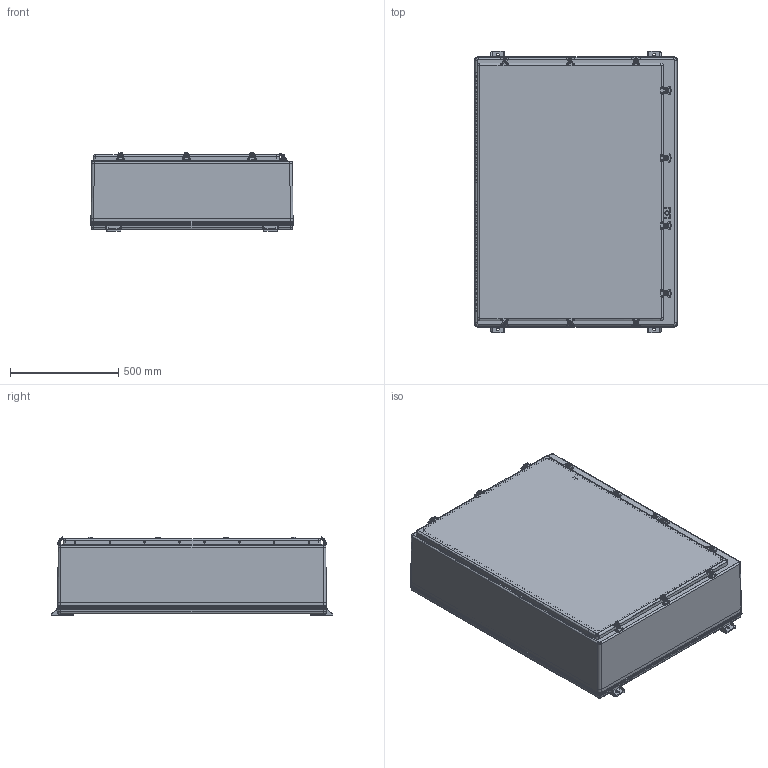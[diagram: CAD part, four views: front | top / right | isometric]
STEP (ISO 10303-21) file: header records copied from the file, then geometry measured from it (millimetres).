
FILE_DESCRIPTION (( 'STEP AP214' ), '1' );
FILE_NAME ('T483612HWT.STEP', '2018-11-08T14:46:24', ( '' ), ( '' ), 'SwSTEP 2.0', 'SolidWorks 2018', '' );
FILE_SCHEMA (( 'AUTOMOTIVE_DESIGN' ));
Length unit declared in the file: inch
Products named in the file (1): T483612HWT
Bounding box: 941.39 x 1302.54 x 362.13 mm (x, y, z)
Volume: 21672163.2 mm3; surface area: 8322376.2 mm2
Topology: 121 solids, 121 shells, 3002 faces, 7305 edges, 4486 vertices
Faces by surface type: cylinder 1226, plane 1131, bspline 535, torus 72, cone 38
Full cylindrical faces by diameter (mm): 1.587 x30, 1.588 x10, 1.651 x16, 3.175 x82, 3.302 x108, 3.429 x20, 3.5 x20, 3.556 x40, 3.683 x2, 3.969 x20, 4.762 x18, 4.763 x2, 5.08 x20, 5.105 x1, 5.11 x1, 6.35 x1, 7.137 x4, 7.544 x16, 8.64 x2, 10.312 x1, 12.954 x2, 12.959 x2, 14.3 x8
Entity records: 151040 total; most frequent: CARTESIAN_POINT 44947, DIRECTION 13042, ORIENTED_EDGE 12982, EDGE_CURVE 6491, AXIS2_PLACEMENT_3D 4986, VERTEX_POINT 4375, EDGE_LOOP 4286, FACE_OUTER_BOUND 3565
